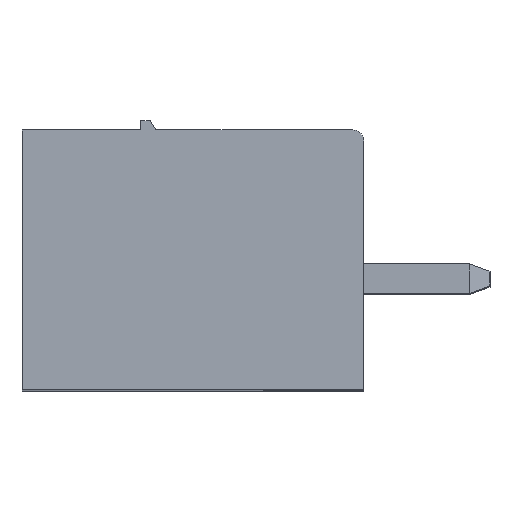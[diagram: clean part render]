
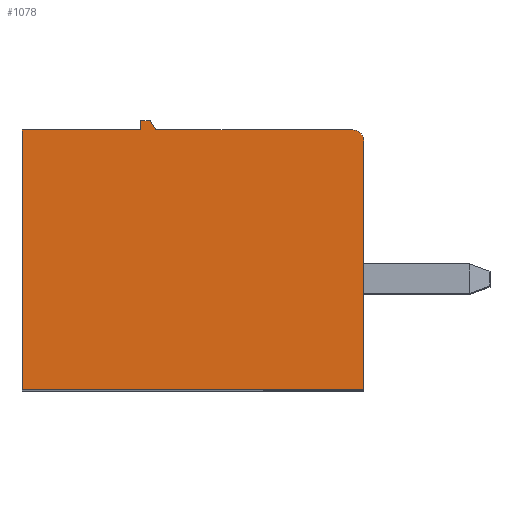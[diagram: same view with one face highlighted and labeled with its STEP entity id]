
A CAD part, top view. The second image highlights one B-rep face of the part: STEP entity #1078.
In plain terms, the highlighted planar face has unit normal (0, 0, 1).
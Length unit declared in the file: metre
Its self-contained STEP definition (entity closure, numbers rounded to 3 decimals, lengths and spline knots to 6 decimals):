
#1078=ADVANCED_FACE('',(#2260),#2261,.T.);
#2260=FACE_OUTER_BOUND('',#3521,.T.);
#2261=PLANE('',#3522);
#3521=EDGE_LOOP('',(#6668,#6669,#6670,#6671,#6672,#6673,#6674,#6675,#6676));
#3522=AXIS2_PLACEMENT_3D('',#6677,#6678,#6679);
#6668=ORIENTED_EDGE('',*,*,#8780,.T.);
#6669=ORIENTED_EDGE('',*,*,#8646,.T.);
#6670=ORIENTED_EDGE('',*,*,#8580,.T.);
#6671=ORIENTED_EDGE('',*,*,#8781,.T.);
#6672=ORIENTED_EDGE('',*,*,#8605,.T.);
#6673=ORIENTED_EDGE('',*,*,#8428,.T.);
#6674=ORIENTED_EDGE('',*,*,#8635,.T.);
#6675=ORIENTED_EDGE('',*,*,#8711,.T.);
#6676=ORIENTED_EDGE('',*,*,#8782,.T.);
#6677=CARTESIAN_POINT('',(0.017273,0.01056,0.030808));
#6678=DIRECTION('',(0.,0.,1.0));
#6679=DIRECTION('',(1.0,0.,0.));
#8428=EDGE_CURVE('',#10424,#10421,#10425,.T.);
#8580=EDGE_CURVE('',#10623,#10620,#10624,.T.);
#8605=EDGE_CURVE('',#10655,#10424,#10656,.T.);
#8635=EDGE_CURVE('',#10421,#10692,#10695,.T.);
#8646=EDGE_CURVE('',#10710,#10623,#10711,.T.);
#8711=EDGE_CURVE('',#10692,#10788,#10791,.T.);
#8780=EDGE_CURVE('',#10870,#10710,#10871,.T.);
#8781=EDGE_CURVE('',#10620,#10655,#10872,.T.);
#8782=EDGE_CURVE('',#10788,#10870,#10873,.T.);
#10421=VERTEX_POINT('',#13255);
#10424=VERTEX_POINT('',#13259);
#10425=LINE('',#13260,#13261);
#10620=VERTEX_POINT('',#13552);
#10623=VERTEX_POINT('',#13556);
#10624=LINE('',#13557,#13558);
#10655=VERTEX_POINT('',#13605);
#10656=LINE('',#13606,#13607);
#10692=VERTEX_POINT('',#13661);
#10695=LINE('',#13665,#13666);
#10710=VERTEX_POINT('',#13688);
#10711=CIRCLE('',#13689,0.0003);
#10788=VERTEX_POINT('',#13802);
#10791=LINE('',#13806,#13807);
#10870=VERTEX_POINT('',#13935);
#10871=LINE('',#13936,#13937);
#10872=LINE('',#13938,#13939);
#10873=LINE('',#13940,#13941);
#13255=CARTESIAN_POINT('',(0.011573,0.01086,0.030808));
#13259=CARTESIAN_POINT('',(0.011573,0.01111,0.030808));
#13260=CARTESIAN_POINT('',(0.011573,0.01086,0.030808));
#13261=VECTOR('',#14915,1.0);
#13552=CARTESIAN_POINT('',(0.011973,0.01086,0.030808));
#13556=CARTESIAN_POINT('',(0.017273,0.01086,0.030808));
#13557=CARTESIAN_POINT('',(0.011973,0.01086,0.030808));
#13558=VECTOR('',#15022,1.0);
#13605=CARTESIAN_POINT('',(0.011823,0.01111,0.030808));
#13606=CARTESIAN_POINT('',(0.011573,0.01111,0.030808));
#13607=VECTOR('',#15042,1.0);
#13661=CARTESIAN_POINT('',(0.008373,0.01086,0.030808));
#13665=CARTESIAN_POINT('',(0.008373,0.01086,0.030808));
#13666=VECTOR('',#15062,1.0);
#13688=CARTESIAN_POINT('',(0.017573,0.01056,0.030808));
#13689=AXIS2_PLACEMENT_3D('',#15070,#15071,#15072);
#13802=CARTESIAN_POINT('',(0.008373,0.00386,0.030808));
#13806=CARTESIAN_POINT('',(0.008373,0.00386,0.030808));
#13807=VECTOR('',#15116,1.0);
#13935=CARTESIAN_POINT('',(0.017573,0.00386,0.030808));
#13936=CARTESIAN_POINT('',(0.017573,0.01056,0.030808));
#13937=VECTOR('',#15166,1.0);
#13938=CARTESIAN_POINT('',(0.011823,0.01111,0.030808));
#13939=VECTOR('',#15167,1.0);
#13940=CARTESIAN_POINT('',(0.017573,0.00386,0.030808));
#13941=VECTOR('',#15168,1.0);
#14915=DIRECTION('',(0.,-1.0,0.));
#15022=DIRECTION('',(-1.0,0.,0.));
#15042=DIRECTION('',(-1.0,0.,0.));
#15062=DIRECTION('',(-1.0,0.,0.));
#15070=CARTESIAN_POINT('',(0.017273,0.01056,0.030808));
#15071=DIRECTION('',(0.,0.,1.0));
#15072=DIRECTION('',(-0.707,-0.707,0.));
#15116=DIRECTION('',(0.,-1.0,0.));
#15166=DIRECTION('',(0.,1.0,0.));
#15167=DIRECTION('',(-0.514,0.857,0.));
#15168=DIRECTION('',(1.0,0.,0.));
